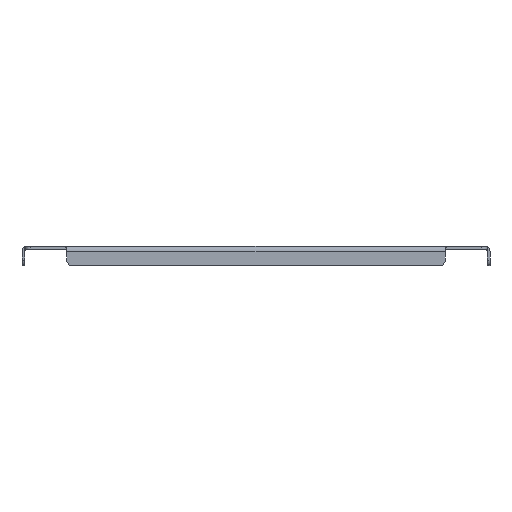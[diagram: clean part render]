
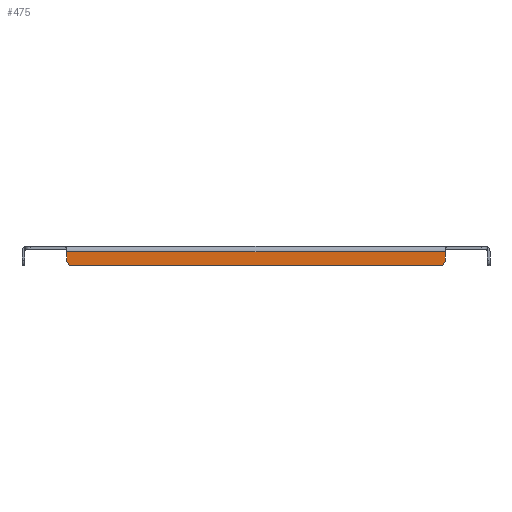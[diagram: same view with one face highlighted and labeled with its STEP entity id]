
A CAD part, front view. The second image highlights one B-rep face of the part: STEP entity #475.
In plain terms, the highlighted planar face has unit normal (0, -1, 0).
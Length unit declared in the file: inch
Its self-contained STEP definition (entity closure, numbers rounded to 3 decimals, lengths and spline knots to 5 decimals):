
#37 = ORIENTED_EDGE ( 'NONE', *, *, #269, .F. ) ;
#45 = CARTESIAN_POINT ( 'NONE',  ( -8.46875, -13.46875, -0.625 ) ) ;
#48 = DIRECTION ( 'NONE',  ( -1., 0., 0. ) ) ;
#108 = CIRCLE ( 'NONE', #1894, 0.25 ) ;
#141 = EDGE_CURVE ( 'NONE', #195, #2851, #1099, .T. ) ;
#195 = VERTEX_POINT ( 'NONE', #1661 ) ;
#269 = EDGE_CURVE ( 'NONE', #2851, #2054, #428, .T. ) ;
#365 = LINE ( 'NONE', #1543, #943 ) ;
#413 = CARTESIAN_POINT ( 'NONE',  ( -8.46875, -13.46875, -0.556 ) ) ;
#428 = LINE ( 'NONE', #413, #2218 ) ;
#475 = ADVANCED_FACE ( 'NONE', ( #3080 ), #1290, .T. ) ;
#564 = CARTESIAN_POINT ( 'NONE',  ( 8.46875, -13.46875, -0.625 ) ) ;
#590 = CARTESIAN_POINT ( 'NONE',  ( 8.21875, -13.46875, -0.625 ) ) ;
#940 = VECTOR ( 'NONE', #2400, 39.37008 ) ;
#943 = VECTOR ( 'NONE', #48, 39.37008 ) ;
#953 = ORIENTED_EDGE ( 'NONE', *, *, #2573, .F. ) ;
#1030 = ORIENTED_EDGE ( 'NONE', *, *, #1441, .F. ) ;
#1057 = ORIENTED_EDGE ( 'NONE', *, *, #1176, .F. ) ;
#1099 = CIRCLE ( 'NONE', #1792, 0.25 ) ;
#1109 = EDGE_LOOP ( 'NONE', ( #37, #3026, #2364, #1030, #953, #1057 ) ) ;
#1167 = CARTESIAN_POINT ( 'NONE',  ( 8.46875, -13.46875, -0.237 ) ) ;
#1176 = EDGE_CURVE ( 'NONE', #2054, #2117, #1635, .T. ) ;
#1241 = VERTEX_POINT ( 'NONE', #2975 ) ;
#1273 = CARTESIAN_POINT ( 'NONE',  ( -10.34375, -13.46875, 0. ) ) ;
#1290 = PLANE ( 'NONE',  #2002 ) ;
#1292 = LINE ( 'NONE', #1857, #1761 ) ;
#1399 = DIRECTION ( 'NONE',  ( 0., 1., 0. ) ) ;
#1441 = EDGE_CURVE ( 'NONE', #1955, #1241, #108, .T. ) ;
#1533 = CARTESIAN_POINT ( 'NONE',  ( -8.21875, -13.46875, -0.625 ) ) ;
#1543 = CARTESIAN_POINT ( 'NONE',  ( 0., -13.46875, -0.875 ) ) ;
#1561 = EDGE_CURVE ( 'NONE', #1241, #195, #365, .T. ) ;
#1635 = LINE ( 'NONE', #1167, #940 ) ;
#1661 = CARTESIAN_POINT ( 'NONE',  ( -8.21875, -13.46875, -0.875 ) ) ;
#1714 = DIRECTION ( 'NONE',  ( 0., 1., 0. ) ) ;
#1761 = VECTOR ( 'NONE', #2869, 39.37008 ) ;
#1792 = AXIS2_PLACEMENT_3D ( 'NONE', #1533, #1714, #2544 ) ;
#1857 = CARTESIAN_POINT ( 'NONE',  ( 8.46875, -13.46875, -0.556 ) ) ;
#1894 = AXIS2_PLACEMENT_3D ( 'NONE', #590, #1399, #2643 ) ;
#1955 = VERTEX_POINT ( 'NONE', #564 ) ;
#2002 = AXIS2_PLACEMENT_3D ( 'NONE', #1273, #2753, #2055 ) ;
#2054 = VERTEX_POINT ( 'NONE', #3111 ) ;
#2055 = DIRECTION ( 'NONE',  ( 0., 0., -1. ) ) ;
#2117 = VERTEX_POINT ( 'NONE', #2365 ) ;
#2218 = VECTOR ( 'NONE', #2492, 39.37008 ) ;
#2364 = ORIENTED_EDGE ( 'NONE', *, *, #1561, .F. ) ;
#2365 = CARTESIAN_POINT ( 'NONE',  ( 8.46875, -13.46875, -0.237 ) ) ;
#2400 = DIRECTION ( 'NONE',  ( 1., 0., 0. ) ) ;
#2492 = DIRECTION ( 'NONE',  ( 0., 0., 1. ) ) ;
#2544 = DIRECTION ( 'NONE',  ( 0., 0., -1. ) ) ;
#2573 = EDGE_CURVE ( 'NONE', #2117, #1955, #1292, .T. ) ;
#2643 = DIRECTION ( 'NONE',  ( 0., 0., -1. ) ) ;
#2753 = DIRECTION ( 'NONE',  ( 0., -1., 0. ) ) ;
#2851 = VERTEX_POINT ( 'NONE', #45 ) ;
#2869 = DIRECTION ( 'NONE',  ( 0., 0., -1. ) ) ;
#2975 = CARTESIAN_POINT ( 'NONE',  ( 8.21875, -13.46875, -0.875 ) ) ;
#3026 = ORIENTED_EDGE ( 'NONE', *, *, #141, .F. ) ;
#3080 = FACE_OUTER_BOUND ( 'NONE', #1109, .T. ) ;
#3111 = CARTESIAN_POINT ( 'NONE',  ( -8.46875, -13.46875, -0.237 ) ) ;
